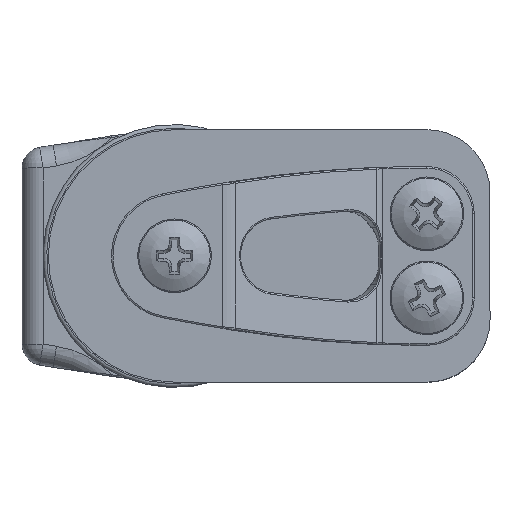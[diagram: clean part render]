
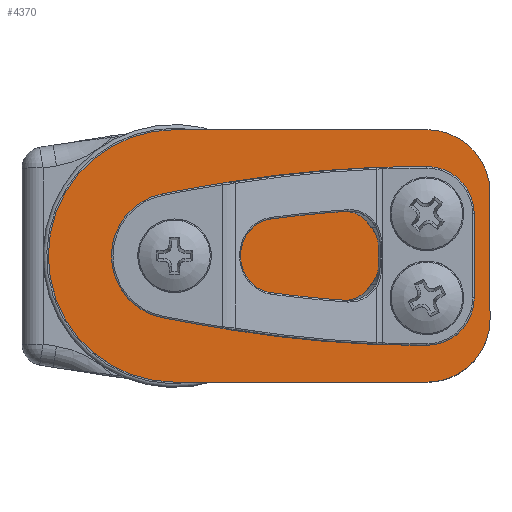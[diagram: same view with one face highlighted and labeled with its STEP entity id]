
A CAD part, top view. The second image highlights one B-rep face of the part: STEP entity #4370.
In plain terms, the highlighted planar face has unit normal (0, 0, 1).
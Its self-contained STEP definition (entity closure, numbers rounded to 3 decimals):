
#276=LINE('',#7184,#532);
#289=LINE('',#8753,#545);
#343=LINE('',#13361,#599);
#344=LINE('',#13365,#600);
#345=LINE('',#13369,#601);
#532=VECTOR('',#5302,10.);
#545=VECTOR('',#5363,10.);
#599=VECTOR('',#5661,10.);
#600=VECTOR('',#5664,10.);
#601=VECTOR('',#5667,10.);
#844=FACE_BOUND('',#1322,.T.);
#845=FACE_BOUND('',#1323,.T.);
#1012=FACE_OUTER_BOUND('',#1321,.T.);
#1321=EDGE_LOOP('',(#3460,#3461,#3462,#3463,#3464,#3465));
#1322=EDGE_LOOP('',(#3466));
#1323=EDGE_LOOP('',(#3467,#3468,#3469,#3470,#3471,#3472));
#1532=CIRCLE('',#4592,6.);
#1557=CIRCLE('',#4625,269.7);
#1560=CIRCLE('',#4629,8.7);
#1564=CIRCLE('',#4635,8.7);
#1566=CIRCLE('',#4638,269.7);
#1644=CIRCLE('',#4778,24.);
#1645=CIRCLE('',#4779,12.);
#1646=CIRCLE('',#4780,12.);
#1848=VERTEX_POINT('',#6656);
#1875=VERTEX_POINT('',#7009);
#1882=VERTEX_POINT('',#7168);
#1884=VERTEX_POINT('',#7174);
#1886=VERTEX_POINT('',#7180);
#1888=VERTEX_POINT('',#7186);
#1890=VERTEX_POINT('',#7192);
#1993=VERTEX_POINT('',#13359);
#1994=VERTEX_POINT('',#13360);
#1995=VERTEX_POINT('',#13362);
#1996=VERTEX_POINT('',#13364);
#1997=VERTEX_POINT('',#13366);
#1998=VERTEX_POINT('',#13368);
#2283=EDGE_CURVE('',#1848,#1848,#1532,.T.);
#2321=EDGE_CURVE('',#1875,#1882,#1557,.T.);
#2324=EDGE_CURVE('',#1882,#1884,#1560,.T.);
#2327=EDGE_CURVE('',#1884,#1886,#276,.T.);
#2330=EDGE_CURVE('',#1886,#1888,#1564,.T.);
#2333=EDGE_CURVE('',#1888,#1890,#1566,.T.);
#2370=EDGE_CURVE('',#1890,#1875,#289,.T.);
#2522=EDGE_CURVE('',#1993,#1994,#343,.T.);
#2523=EDGE_CURVE('',#1994,#1995,#1644,.T.);
#2524=EDGE_CURVE('',#1995,#1996,#344,.T.);
#2525=EDGE_CURVE('',#1996,#1997,#1645,.T.);
#2526=EDGE_CURVE('',#1997,#1998,#345,.T.);
#2527=EDGE_CURVE('',#1998,#1993,#1646,.T.);
#3460=ORIENTED_EDGE('',*,*,#2522,.T.);
#3461=ORIENTED_EDGE('',*,*,#2523,.T.);
#3462=ORIENTED_EDGE('',*,*,#2524,.T.);
#3463=ORIENTED_EDGE('',*,*,#2525,.T.);
#3464=ORIENTED_EDGE('',*,*,#2526,.T.);
#3465=ORIENTED_EDGE('',*,*,#2527,.T.);
#3466=ORIENTED_EDGE('',*,*,#2283,.T.);
#3467=ORIENTED_EDGE('',*,*,#2321,.F.);
#3468=ORIENTED_EDGE('',*,*,#2370,.F.);
#3469=ORIENTED_EDGE('',*,*,#2333,.F.);
#3470=ORIENTED_EDGE('',*,*,#2330,.F.);
#3471=ORIENTED_EDGE('',*,*,#2327,.F.);
#3472=ORIENTED_EDGE('',*,*,#2324,.F.);
#4171=PLANE('',#4777);
#4370=ADVANCED_FACE('',(#1012,#844,#845),#4171,.F.);
#4592=AXIS2_PLACEMENT_3D('',#6657,#5214,#5215);
#4625=AXIS2_PLACEMENT_3D('',#7172,#5287,#5288);
#4629=AXIS2_PLACEMENT_3D('',#7178,#5295,#5296);
#4635=AXIS2_PLACEMENT_3D('',#7190,#5309,#5310);
#4638=AXIS2_PLACEMENT_3D('',#7205,#5315,#5316);
#4777=AXIS2_PLACEMENT_3D('',#13358,#5659,#5660);
#4778=AXIS2_PLACEMENT_3D('',#13363,#5662,#5663);
#4779=AXIS2_PLACEMENT_3D('',#13367,#5665,#5666);
#4780=AXIS2_PLACEMENT_3D('',#13370,#5668,#5669);
#5214=DIRECTION('center_axis',(0.,0.,
-1.));
#5215=DIRECTION('ref_axis',(-1.,0.,0.));
#5287=DIRECTION('center_axis',(0.,0.,
1.));
#5288=DIRECTION('ref_axis',(1.,0.,0.));
#5295=DIRECTION('center_axis',(0.,0.,
1.));
#5296=DIRECTION('ref_axis',(1.,0.,0.));
#5302=DIRECTION('',(0.,1.,0.));
#5309=DIRECTION('center_axis',(0.,0.,
1.));
#5310=DIRECTION('ref_axis',(1.,0.,0.));
#5315=DIRECTION('center_axis',(0.,0.,
1.));
#5316=DIRECTION('ref_axis',(1.,0.,0.));
#5363=DIRECTION('',(0.,-1.,0.));
#5659=DIRECTION('center_axis',(0.,0.,
-1.));
#5660=DIRECTION('ref_axis',(0.,-1.,0.));
#5661=DIRECTION('',(-1.,0.,0.));
#5662=DIRECTION('center_axis',(0.,0.,
1.));
#5663=DIRECTION('ref_axis',(0.,-1.,0.));
#5664=DIRECTION('',(1.,0.,0.));
#5665=DIRECTION('center_axis',(0.,0.,
1.));
#5666=DIRECTION('ref_axis',(0.,1.,0.));
#5667=DIRECTION('',(0.,1.,0.));
#5668=DIRECTION('center_axis',(0.,0.,
1.));
#5669=DIRECTION('ref_axis',(-1.,0.,0.));
#6656=CARTESIAN_POINT('',(6.,0.,39.2));
#6657=CARTESIAN_POINT('Origin',(0.,0.,
39.2));
#7009=CARTESIAN_POINT('',(39.598,-16.552,39.2));
#7168=CARTESIAN_POINT('',(47.982,-16.699,39.2));
#7172=CARTESIAN_POINT('Origin',(48.547,253.,39.2));
#7174=CARTESIAN_POINT('',(56.7,-7.999,39.2));
#7178=CARTESIAN_POINT('Origin',(48.,-7.999,39.2));
#7180=CARTESIAN_POINT('',(56.7,7.999,39.2));
#7184=CARTESIAN_POINT('',(56.7,4.,39.2));
#7186=CARTESIAN_POINT('',(47.982,16.699,39.2));
#7190=CARTESIAN_POINT('Origin',(48.,7.999,39.2));
#7192=CARTESIAN_POINT('',(39.598,16.551,39.2));
#7205=CARTESIAN_POINT('Origin',(48.547,-253.,39.2));
#8753=CARTESIAN_POINT('',(39.598,0.,39.2));
#13358=CARTESIAN_POINT('Origin',(21.742,0.,
39.2));
#13359=CARTESIAN_POINT('',(48.,24.,39.2));
#13360=CARTESIAN_POINT('',(0.,24.,39.2));
#13361=CARTESIAN_POINT('',(0.,24.,39.2));
#13362=CARTESIAN_POINT('',(0.,-24.,39.2));
#13363=CARTESIAN_POINT('Origin',(0.,0.,
39.2));
#13364=CARTESIAN_POINT('',(48.,-24.,39.2));
#13365=CARTESIAN_POINT('',(48.,-24.,39.2));
#13366=CARTESIAN_POINT('',(60.,-12.,39.2));
#13367=CARTESIAN_POINT('Origin',(48.,-12.,39.2));
#13368=CARTESIAN_POINT('',(60.,12.,39.2));
#13369=CARTESIAN_POINT('',(60.,12.,39.2));
#13370=CARTESIAN_POINT('Origin',(48.,12.,39.2));
